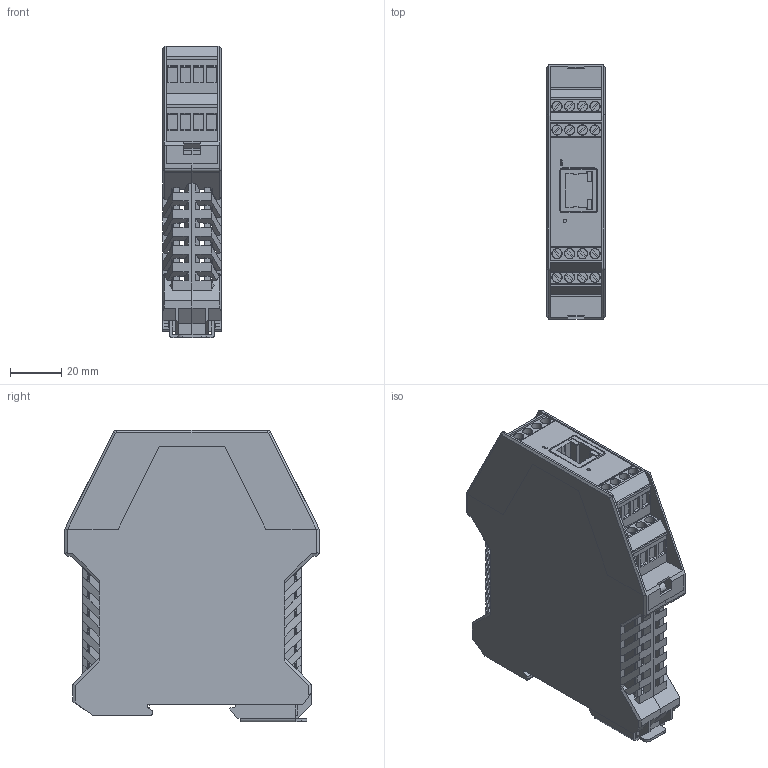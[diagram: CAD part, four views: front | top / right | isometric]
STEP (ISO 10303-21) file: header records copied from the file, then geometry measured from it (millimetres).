
FILE_DESCRIPTION (( 'STEP AP214' ), '1' );
FILE_NAME ('DEVICEMASTER_TB_2P_1E.STEP', '2018-10-30T15:57:06', ( '' ), ( '' ), 'SwSTEP 2.0', 'SolidWorks 2017', '' );
FILE_SCHEMA (( 'AUTOMOTIVE_DESIGN' ));
Length unit declared in the file: inch
Products named in the file (1): DEVICEMASTER_TB_2P_1E
Bounding box: 22.6 x 99 x 113.6 mm (x, y, z)
Volume: 76726.9 mm3; surface area: 78313.7 mm2
Topology: 1 solids, 1 shells, 1850 faces, 5454 edges, 3516 vertices
Faces by surface type: plane 1550, cylinder 292, cone 8
Entity records: 61340 total; most frequent: ORIENTED_EDGE 10908, CARTESIAN_POINT 10839, DIRECTION 9868, EDGE_CURVE 5454, LINE 4730, VECTOR 4730, VERTEX_POINT 3516, AXIS2_PLACEMENT_3D 2569
